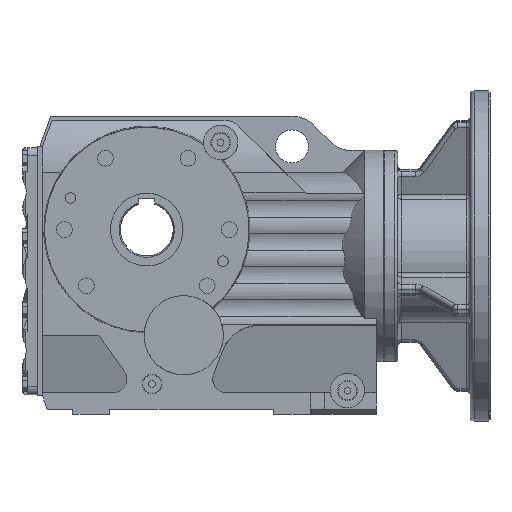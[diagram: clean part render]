
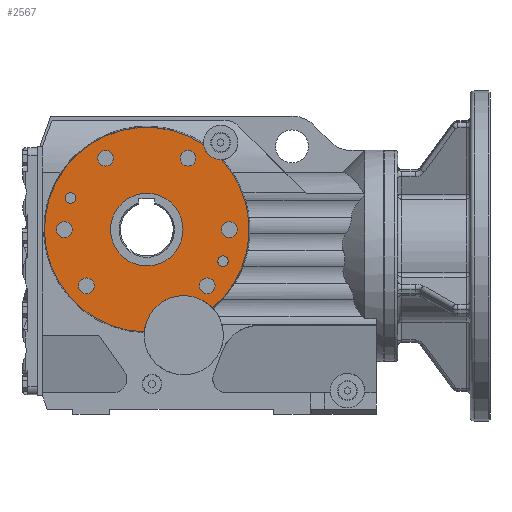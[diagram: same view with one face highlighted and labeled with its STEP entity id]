
A CAD part, front view. The second image highlights one B-rep face of the part: STEP entity #2567.
In plain terms, the highlighted planar face has unit normal (0, -1, 0).
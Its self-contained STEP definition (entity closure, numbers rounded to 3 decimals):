
#2567=ADVANCED_FACE('',(#9236,#9238,#9240,#9242,#9244,#9246,#9248,#9250,#9252,#9254),
#9256,.T.);
#9236=FACE_BOUND('',#9237,.T.);
#9237=EDGE_LOOP('',(#15354,#15355,#15356,#15357));
#9238=FACE_BOUND('',#9239,.T.);
#9239=EDGE_LOOP('',(#15358));
#9240=FACE_BOUND('',#9241,.T.);
#9241=EDGE_LOOP('',(#15359));
#9242=FACE_BOUND('',#9243,.T.);
#9243=EDGE_LOOP('',(#15360));
#9244=FACE_BOUND('',#9245,.T.);
#9245=EDGE_LOOP('',(#15361));
#9246=FACE_BOUND('',#9247,.T.);
#9247=EDGE_LOOP('',(#15362));
#9248=FACE_BOUND('',#9249,.T.);
#9249=EDGE_LOOP('',(#15363));
#9250=FACE_BOUND('',#9251,.T.);
#9251=EDGE_LOOP('',(#15364));
#9252=FACE_BOUND('',#9253,.T.);
#9253=EDGE_LOOP('',(#15365));
#9254=FACE_BOUND('',#9255,.T.);
#9255=EDGE_LOOP('',(#15366));
#9256=PLANE('',#9257);
#9257=AXIS2_PLACEMENT_3D('',#9258,#9259,#9260);
#9258=CARTESIAN_POINT('',(0.,-86.5,77.5));
#9259=DIRECTION('',(0.,-1.,0.));
#9260=DIRECTION('',(1.,0.,0.));
#15354=ORIENTED_EDGE('',*,*,#18442,.F.);
#15355=ORIENTED_EDGE('',*,*,#18301,.F.);
#15356=ORIENTED_EDGE('',*,*,#18443,.F.);
#15357=ORIENTED_EDGE('',*,*,#18161,.F.);
#15358=ORIENTED_EDGE('',*,*,#18174,.T.);
#15359=ORIENTED_EDGE('',*,*,#18264,.F.);
#15360=ORIENTED_EDGE('',*,*,#18266,.F.);
#15361=ORIENTED_EDGE('',*,*,#18268,.F.);
#15362=ORIENTED_EDGE('',*,*,#18270,.F.);
#15363=ORIENTED_EDGE('',*,*,#18272,.F.);
#15364=ORIENTED_EDGE('',*,*,#18274,.F.);
#15365=ORIENTED_EDGE('',*,*,#18276,.F.);
#15366=ORIENTED_EDGE('',*,*,#18278,.F.);
#18161=EDGE_CURVE('',#19827,#19814,#19829,.T.);
#18174=EDGE_CURVE('',#19851,#19851,#19852,.T.);
#18264=EDGE_CURVE('',#20024,#20024,#20025,.T.);
#18266=EDGE_CURVE('',#20028,#20028,#20029,.T.);
#18268=EDGE_CURVE('',#20032,#20032,#20033,.T.);
#18270=EDGE_CURVE('',#20036,#20036,#20037,.T.);
#18272=EDGE_CURVE('',#20040,#20040,#20041,.T.);
#18274=EDGE_CURVE('',#20044,#20044,#20045,.T.);
#18276=EDGE_CURVE('',#20048,#20048,#20049,.T.);
#18278=EDGE_CURVE('',#20052,#20052,#20053,.T.);
#18301=EDGE_CURVE('',#20093,#20094,#20095,.T.);
#18442=EDGE_CURVE('',#20094,#19827,#20322,.T.);
#18443=EDGE_CURVE('',#19814,#20093,#20323,.T.);
#19814=VERTEX_POINT('',#23377);
#19827=VERTEX_POINT('',#23557);
#19829=CIRCLE('',#23565,77.5);
#19851=VERTEX_POINT('',#23792);
#19852=CIRCLE('',#23793,27.5);
#20024=VERTEX_POINT('',#24737);
#20025=CIRCLE('',#24738,6.);
#20028=VERTEX_POINT('',#24747);
#20029=CIRCLE('',#24748,6.);
#20032=VERTEX_POINT('',#24757);
#20033=CIRCLE('',#24758,4.);
#20036=VERTEX_POINT('',#24767);
#20037=CIRCLE('',#24768,4.);
#20040=VERTEX_POINT('',#24777);
#20041=CIRCLE('',#24778,6.);
#20044=VERTEX_POINT('',#24787);
#20045=CIRCLE('',#24788,6.);
#20048=VERTEX_POINT('',#24797);
#20049=CIRCLE('',#24798,6.);
#20052=VERTEX_POINT('',#24807);
#20053=CIRCLE('',#24808,6.);
#20093=VERTEX_POINT('',#25039);
#20094=VERTEX_POINT('',#25040);
#20095=CIRCLE('',#25041,77.5);
#20322=CIRCLE('',#25822,13.);
#20323=CIRCLE('',#25826,30.);
#23377=CARTESIAN_POINT('',(49.796,-86.5,-59.386));
#23557=CARTESIAN_POINT('',(56.534,-86.5,53.011));
#23565=AXIS2_PLACEMENT_3D('',#23566,#23567,#23568);
#23566=CARTESIAN_POINT('',(0.,-86.5,0.));
#23567=DIRECTION('',(-0.,1.,0.));
#23568=DIRECTION('',(0.729,0.,0.684));
#23792=CARTESIAN_POINT('',(27.5,-86.5,0.));
#23793=AXIS2_PLACEMENT_3D('',#23794,#23795,#23796);
#23794=CARTESIAN_POINT('',(0.,-86.5,0.));
#23795=DIRECTION('',(-0.,1.,-0.));
#23796=DIRECTION('',(1.,0.,0.));
#24737=CARTESIAN_POINT('',(68.5,-86.5,0.));
#24738=AXIS2_PLACEMENT_3D('',#24739,#24740,#24741);
#24739=CARTESIAN_POINT('',(62.5,-86.5,0.));
#24740=DIRECTION('',(0.,-1.,0.));
#24741=DIRECTION('',(-1.,0.,0.));
#24747=CARTESIAN_POINT('',(-56.5,-86.5,0.));
#24748=AXIS2_PLACEMENT_3D('',#24749,#24750,#24751);
#24749=CARTESIAN_POINT('',(-62.5,-86.5,0.));
#24750=DIRECTION('',(0.,-1.,0.));
#24751=DIRECTION('',(-1.,0.,0.));
#24757=CARTESIAN_POINT('',(-53.742,-86.5,23.918));
#24758=AXIS2_PLACEMENT_3D('',#24759,#24760,#24761);
#24759=CARTESIAN_POINT('',(-57.742,-86.5,23.918));
#24760=DIRECTION('',(0.,-1.,0.));
#24761=DIRECTION('',(-1.,0.,0.));
#24767=CARTESIAN_POINT('',(61.742,-86.5,-23.918));
#24768=AXIS2_PLACEMENT_3D('',#24769,#24770,#24771);
#24769=CARTESIAN_POINT('',(57.742,-86.5,-23.918));
#24770=DIRECTION('',(0.,-1.,0.));
#24771=DIRECTION('',(-1.,0.,0.));
#24777=CARTESIAN_POINT('',(-39.71,-86.5,-42.625));
#24778=AXIS2_PLACEMENT_3D('',#24779,#24780,#24781);
#24779=CARTESIAN_POINT('',(-45.71,-86.5,-42.625));
#24780=DIRECTION('',(0.,-1.,0.));
#24781=DIRECTION('',(-1.,0.,0.));
#24787=CARTESIAN_POINT('',(51.71,-86.5,-42.625));
#24788=AXIS2_PLACEMENT_3D('',#24789,#24790,#24791);
#24789=CARTESIAN_POINT('',(45.71,-86.5,-42.625));
#24790=DIRECTION('',(0.,-1.,0.));
#24791=DIRECTION('',(-1.,0.,0.));
#24797=CARTESIAN_POINT('',(-25.25,-86.5,54.127));
#24798=AXIS2_PLACEMENT_3D('',#24799,#24800,#24801);
#24799=CARTESIAN_POINT('',(-31.25,-86.5,54.127));
#24800=DIRECTION('',(0.,-1.,0.));
#24801=DIRECTION('',(-1.,0.,0.));
#24807=CARTESIAN_POINT('',(37.25,-86.5,54.127));
#24808=AXIS2_PLACEMENT_3D('',#24809,#24810,#24811);
#24809=CARTESIAN_POINT('',(31.25,-86.5,54.127));
#24810=DIRECTION('',(0.,-1.,0.));
#24811=DIRECTION('',(-1.,0.,0.));
#25039=CARTESIAN_POINT('',(-1.894,-86.5,-77.477));
#25040=CARTESIAN_POINT('',(43.097,-86.5,64.412));
#25041=AXIS2_PLACEMENT_3D('',#25042,#25043,#25044);
#25042=CARTESIAN_POINT('',(0.,-86.5,0.));
#25043=DIRECTION('',(0.,1.,-0.));
#25044=DIRECTION('',(-0.024,0.,-1.));
#25822=AXIS2_PLACEMENT_3D('',#25823,#25824,#25825);
#25823=CARTESIAN_POINT('',(56.,-86.5,66.));
#25824=DIRECTION('',(0.,-1.,0.));
#25825=DIRECTION('',(-0.993,0.,-0.122));
#25826=AXIS2_PLACEMENT_3D('',#25827,#25828,#25829);
#25827=CARTESIAN_POINT('',(28.,-86.5,-80.));
#25828=DIRECTION('',(0.,-1.,0.));
#25829=DIRECTION('',(0.727,0.,0.687));
